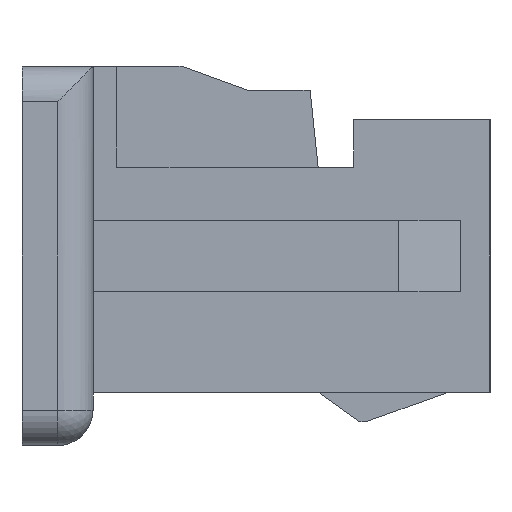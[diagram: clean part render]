
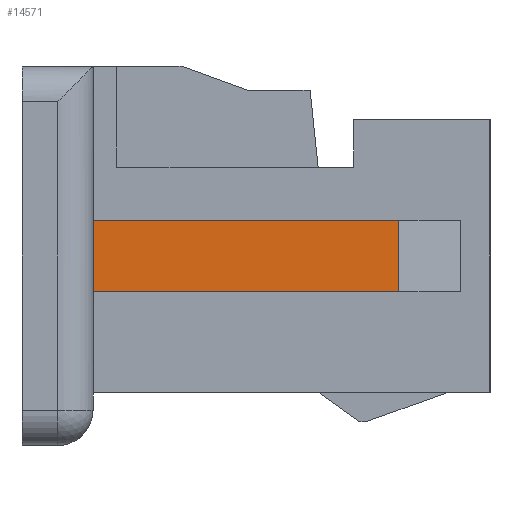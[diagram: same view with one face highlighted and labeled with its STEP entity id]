
A CAD part, left-side view. The second image highlights one B-rep face of the part: STEP entity #14571.
In plain terms, the highlighted planar face has unit normal (-1, 0, 0).
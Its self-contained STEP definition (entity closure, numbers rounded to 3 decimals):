
#11356 = PLANE('',#11357);
#11357 = AXIS2_PLACEMENT_3D('',#11358,#11359,#11360);
#11358 = CARTESIAN_POINT('',(5.225,1.375,-1.6));
#11359 = DIRECTION('',(0.,-1.,0.));
#11360 = DIRECTION('',(1.,0.,0.));
#12755 = VERTEX_POINT('',#12756);
#12756 = CARTESIAN_POINT('',(-5.525,1.375,0.3));
#12770 = PLANE('',#12771);
#12771 = AXIS2_PLACEMENT_3D('',#12772,#12773,#12774);
#12772 = CARTESIAN_POINT('',(0.,0.,0.3));
#12773 = DIRECTION('',(0.,0.,1.));
#12774 = DIRECTION('',(1.,0.,0.));
#12782 = EDGE_CURVE('',#12783,#12755,#12785,.T.);
#12783 = VERTEX_POINT('',#12784);
#12784 = CARTESIAN_POINT('',(-5.525,1.375,-0.3));
#12785 = SURFACE_CURVE('',#12786,(#12790,#12797),.PCURVE_S1.);
#12786 = LINE('',#12787,#12788);
#12787 = CARTESIAN_POINT('',(-5.525,1.375,-0.3));
#12788 = VECTOR('',#12789,1.);
#12789 = DIRECTION('',(0.,0.,1.));
#12790 = PCURVE('',#11356,#12791);
#12791 = DEFINITIONAL_REPRESENTATION('',(#12792),#12796);
#12792 = LINE('',#12793,#12794);
#12793 = CARTESIAN_POINT('',(-10.75,1.3));
#12794 = VECTOR('',#12795,1.);
#12795 = DIRECTION('',(0.,1.));
#12796 = ( GEOMETRIC_REPRESENTATION_CONTEXT(2) 
PARAMETRIC_REPRESENTATION_CONTEXT() REPRESENTATION_CONTEXT('2D SPACE',''
  ) );
#12797 = PCURVE('',#12798,#12803);
#12798 = PLANE('',#12799);
#12799 = AXIS2_PLACEMENT_3D('',#12800,#12801,#12802);
#12800 = CARTESIAN_POINT('',(-5.525,1.375,-0.3));
#12801 = DIRECTION('',(-1.,0.,0.));
#12802 = DIRECTION('',(0.,-1.,0.));
#12803 = DEFINITIONAL_REPRESENTATION('',(#12804),#12808);
#12804 = LINE('',#12805,#12806);
#12805 = CARTESIAN_POINT('',(0.,0.));
#12806 = VECTOR('',#12807,1.);
#12807 = DIRECTION('',(0.,1.));
#12808 = ( GEOMETRIC_REPRESENTATION_CONTEXT(2) 
PARAMETRIC_REPRESENTATION_CONTEXT() REPRESENTATION_CONTEXT('2D SPACE',''
  ) );
#12826 = PLANE('',#12827);
#12827 = AXIS2_PLACEMENT_3D('',#12828,#12829,#12830);
#12828 = CARTESIAN_POINT('',(0.,0.,-0.3));
#12829 = DIRECTION('',(0.,0.,1.));
#12830 = DIRECTION('',(1.,0.,0.));
#13378 = PLANE('',#13379);
#13379 = AXIS2_PLACEMENT_3D('',#13380,#13381,#13382);
#13380 = CARTESIAN_POINT('',(-5.525,-1.205,-0.3));
#13381 = DIRECTION('',(-0.866,-0.5,0.));
#13382 = DIRECTION('',(0.5,-0.866,0.));
#14354 = VERTEX_POINT('',#14355);
#14355 = CARTESIAN_POINT('',(-5.525,-1.205,0.3));
#14376 = EDGE_CURVE('',#12755,#14354,#14377,.T.);
#14377 = SURFACE_CURVE('',#14378,(#14382,#14389),.PCURVE_S1.);
#14378 = LINE('',#14379,#14380);
#14379 = CARTESIAN_POINT('',(-5.525,1.375,0.3));
#14380 = VECTOR('',#14381,1.);
#14381 = DIRECTION('',(0.,-1.,0.));
#14382 = PCURVE('',#12770,#14383);
#14383 = DEFINITIONAL_REPRESENTATION('',(#14384),#14388);
#14384 = LINE('',#14385,#14386);
#14385 = CARTESIAN_POINT('',(-5.525,1.375));
#14386 = VECTOR('',#14387,1.);
#14387 = DIRECTION('',(0.,-1.));
#14388 = ( GEOMETRIC_REPRESENTATION_CONTEXT(2) 
PARAMETRIC_REPRESENTATION_CONTEXT() REPRESENTATION_CONTEXT('2D SPACE',''
  ) );
#14389 = PCURVE('',#12798,#14390);
#14390 = DEFINITIONAL_REPRESENTATION('',(#14391),#14395);
#14391 = LINE('',#14392,#14393);
#14392 = CARTESIAN_POINT('',(0.,0.6));
#14393 = VECTOR('',#14394,1.);
#14394 = DIRECTION('',(1.,0.));
#14395 = ( GEOMETRIC_REPRESENTATION_CONTEXT(2) 
PARAMETRIC_REPRESENTATION_CONTEXT() REPRESENTATION_CONTEXT('2D SPACE',''
  ) );
#14452 = VERTEX_POINT('',#14453);
#14453 = CARTESIAN_POINT('',(-5.525,-1.205,-0.3));
#14474 = EDGE_CURVE('',#14452,#14354,#14475,.T.);
#14475 = SURFACE_CURVE('',#14476,(#14480,#14487),.PCURVE_S1.);
#14476 = LINE('',#14477,#14478);
#14477 = CARTESIAN_POINT('',(-5.525,-1.205,-0.3));
#14478 = VECTOR('',#14479,1.);
#14479 = DIRECTION('',(0.,0.,1.));
#14480 = PCURVE('',#13378,#14481);
#14481 = DEFINITIONAL_REPRESENTATION('',(#14482),#14486);
#14482 = LINE('',#14483,#14484);
#14483 = CARTESIAN_POINT('',(0.,0.));
#14484 = VECTOR('',#14485,1.);
#14485 = DIRECTION('',(0.,1.));
#14486 = ( GEOMETRIC_REPRESENTATION_CONTEXT(2) 
PARAMETRIC_REPRESENTATION_CONTEXT() REPRESENTATION_CONTEXT('2D SPACE',''
  ) );
#14487 = PCURVE('',#12798,#14488);
#14488 = DEFINITIONAL_REPRESENTATION('',(#14489),#14493);
#14489 = LINE('',#14490,#14491);
#14490 = CARTESIAN_POINT('',(2.58,0.));
#14491 = VECTOR('',#14492,1.);
#14492 = DIRECTION('',(0.,1.));
#14493 = ( GEOMETRIC_REPRESENTATION_CONTEXT(2) 
PARAMETRIC_REPRESENTATION_CONTEXT() REPRESENTATION_CONTEXT('2D SPACE',''
  ) );
#14501 = EDGE_CURVE('',#12783,#14452,#14502,.T.);
#14502 = SURFACE_CURVE('',#14503,(#14507,#14514),.PCURVE_S1.);
#14503 = LINE('',#14504,#14505);
#14504 = CARTESIAN_POINT('',(-5.525,1.375,-0.3));
#14505 = VECTOR('',#14506,1.);
#14506 = DIRECTION('',(0.,-1.,0.));
#14507 = PCURVE('',#12826,#14508);
#14508 = DEFINITIONAL_REPRESENTATION('',(#14509),#14513);
#14509 = LINE('',#14510,#14511);
#14510 = CARTESIAN_POINT('',(-5.525,1.375));
#14511 = VECTOR('',#14512,1.);
#14512 = DIRECTION('',(0.,-1.));
#14513 = ( GEOMETRIC_REPRESENTATION_CONTEXT(2) 
PARAMETRIC_REPRESENTATION_CONTEXT() REPRESENTATION_CONTEXT('2D SPACE',''
  ) );
#14514 = PCURVE('',#12798,#14515);
#14515 = DEFINITIONAL_REPRESENTATION('',(#14516),#14520);
#14516 = LINE('',#14517,#14518);
#14517 = CARTESIAN_POINT('',(0.,0.));
#14518 = VECTOR('',#14519,1.);
#14519 = DIRECTION('',(1.,0.));
#14520 = ( GEOMETRIC_REPRESENTATION_CONTEXT(2) 
PARAMETRIC_REPRESENTATION_CONTEXT() REPRESENTATION_CONTEXT('2D SPACE',''
  ) );
#14571 = ADVANCED_FACE('',(#14572),#12798,.T.);
#14572 = FACE_BOUND('',#14573,.F.);
#14573 = EDGE_LOOP('',(#14574,#14575,#14576,#14577));
#14574 = ORIENTED_EDGE('',*,*,#14501,.F.);
#14575 = ORIENTED_EDGE('',*,*,#12782,.T.);
#14576 = ORIENTED_EDGE('',*,*,#14376,.T.);
#14577 = ORIENTED_EDGE('',*,*,#14474,.F.);
